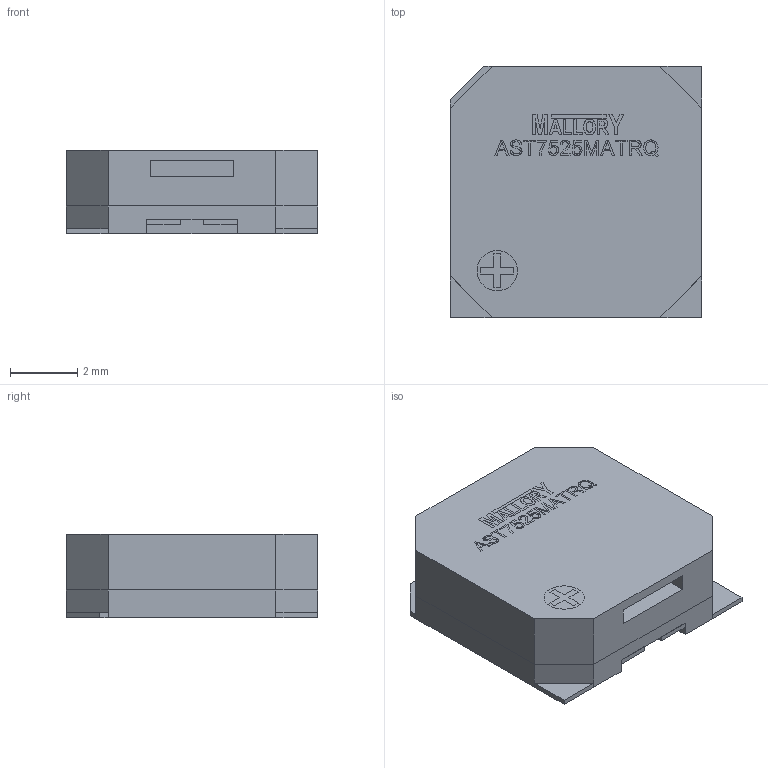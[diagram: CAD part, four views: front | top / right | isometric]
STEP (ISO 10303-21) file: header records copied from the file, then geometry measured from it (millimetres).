
FILE_DESCRIPTION(/* description */ (''),/* implementation_level */ '2;1');
FILE_NAME(/* name */ 'Mallory Sonalert Products Inc AST7525MATRQ - AUDIO MAGNETIC XDCR 2.5-4.5V SMD.stp',/* time_stamp */ '2019-05-30T14:40:18-04:00',/* author */ ('Ricardo'),/* organization */ (''),/* preprocessor_version */ 'ST-DEVELOPER v16.5',/* originating_system */ 'Autodesk Inventor 2017',/* authorisation */ '');
FILE_SCHEMA (('AUTOMOTIVE_DESIGN { 1 0 10303 214 3 1 1 }'));
Length unit declared in the file: millimetre
Products named in the file (5): Mallory Sonalert Products Inc AST7525MATRQ  - AUDIO MAGNETIC XDCR 2.5
-4.5V SMD; base; top; terminals; marking
Assembly tree (4 placements, depth 2):
  Mallory Sonalert Products Inc AST7525MATRQ  - AUDIO MAGNETIC XDCR 2.5
-4.5V SMD
    base
    top
    terminals
    marking
Bounding box: 7.5 x 7.5 x 2.5 mm (x, y, z)
Volume: 128.2 mm3; surface area: 372.8 mm2
Topology: 12 solids, 12 shells, 385 faces, 988 edges, 656 vertices
Faces by surface type: plane 295, bspline 89, cylinder 1
Full cylindrical faces by diameter (mm): 1.2 x1
Entity records: 12063 total; most frequent: CARTESIAN_POINT 3154, ORIENTED_EDGE 1974, DIRECTION 1421, EDGE_CURVE 987, LINE 807, VECTOR 807, VERTEX_POINT 656, EDGE_LOOP 417
